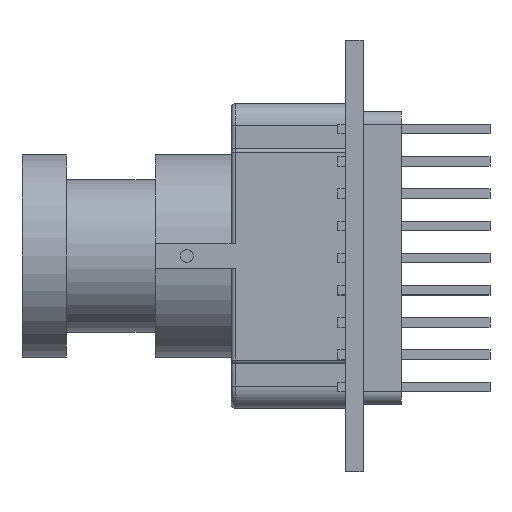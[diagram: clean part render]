
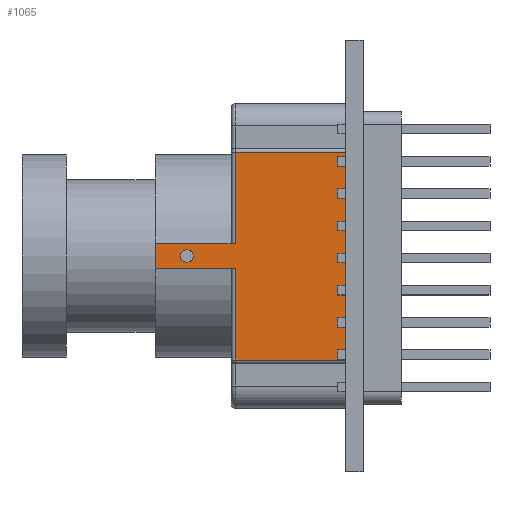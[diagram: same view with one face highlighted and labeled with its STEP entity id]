
A CAD part, left-side view. The second image highlights one B-rep face of the part: STEP entity #1065.
In plain terms, the highlighted planar face has unit normal (-1, 0, 0).
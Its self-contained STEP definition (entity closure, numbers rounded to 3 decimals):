
#34 = ORIENTED_EDGE ( 'NONE', *, *, #9307, .T. ) ;
#232 = EDGE_CURVE ( 'NONE', #6138, #6170, #8566, .T. ) ;
#399 = DIRECTION ( 'NONE',  ( 0., 0., 1. ) ) ;
#541 = EDGE_LOOP ( 'NONE', ( #3514, #2842, #34, #2621, #4647, #2857, #7416, #8985 ) ) ;
#565 = VERTEX_POINT ( 'NONE', #5067 ) ;
#791 = VECTOR ( 'NONE', #10467, 1000. ) ;
#969 = EDGE_CURVE ( 'NONE', #6564, #4347, #8071, .T. ) ;
#1017 = DIRECTION ( 'NONE',  ( -1., 0., 0. ) ) ;
#1065 = ADVANCED_FACE ( 'NONE', ( #4372, #6201 ), #8140, .F. ) ;
#1153 = CIRCLE ( 'NONE', #4321, 0.5 ) ;
#1497 = CARTESIAN_POINT ( 'NONE',  ( -6.233, 16.4, 9.5 ) ) ;
#1673 = DIRECTION ( 'NONE',  ( 0., 0., -1. ) ) ;
#1688 = AXIS2_PLACEMENT_3D ( 'NONE', #7009, #1856, #1673 ) ;
#1755 = LINE ( 'NONE', #5337, #5145 ) ;
#1856 = DIRECTION ( 'NONE',  ( 1., 0., 0. ) ) ;
#2052 = LINE ( 'NONE', #8599, #3739 ) ;
#2165 = CARTESIAN_POINT ( 'NONE',  ( -6.233, 16.4, 9.5 ) ) ;
#2204 = CARTESIAN_POINT ( 'NONE',  ( -6.233, 13.9, 8. ) ) ;
#2621 = ORIENTED_EDGE ( 'NONE', *, *, #7676, .T. ) ;
#2842 = ORIENTED_EDGE ( 'NONE', *, *, #9900, .T. ) ;
#2857 = ORIENTED_EDGE ( 'NONE', *, *, #10973, .T. ) ;
#2904 = VECTOR ( 'NONE', #7127, 1000. ) ;
#3047 = LINE ( 'NONE', #2165, #10317 ) ;
#3065 = VECTOR ( 'NONE', #3500, 1000. ) ;
#3500 = DIRECTION ( 'NONE',  ( 0., -1., 0. ) ) ;
#3514 = ORIENTED_EDGE ( 'NONE', *, *, #232, .T. ) ;
#3739 = VECTOR ( 'NONE', #7733, 1000. ) ;
#3944 = VECTOR ( 'NONE', #9825, 1000. ) ;
#4321 = AXIS2_PLACEMENT_3D ( 'NONE', #9651, #1017, #8911 ) ;
#4347 = VERTEX_POINT ( 'NONE', #6602 ) ;
#4372 = FACE_BOUND ( 'NONE', #9639, .T. ) ;
#4565 = CARTESIAN_POINT ( 'NONE',  ( -6.233, 13.9, 8.5 ) ) ;
#4647 = ORIENTED_EDGE ( 'NONE', *, *, #10170, .T. ) ;
#4908 = ORIENTED_EDGE ( 'NONE', *, *, #969, .F. ) ;
#5067 = CARTESIAN_POINT ( 'NONE',  ( -6.233, 10.1, 0.3 ) ) ;
#5145 = VECTOR ( 'NONE', #11354, 1000. ) ;
#5177 = CARTESIAN_POINT ( 'NONE',  ( -6.233, 10.1, 9.5 ) ) ;
#5210 = LINE ( 'NONE', #9473, #791 ) ;
#5274 = VERTEX_POINT ( 'NONE', #5177 ) ;
#5337 = CARTESIAN_POINT ( 'NONE',  ( -6.233, 10.1, 0. ) ) ;
#6028 = VERTEX_POINT ( 'NONE', #9082 ) ;
#6138 = VERTEX_POINT ( 'NONE', #10223 ) ;
#6170 = VERTEX_POINT ( 'NONE', #11241 ) ;
#6201 = FACE_OUTER_BOUND ( 'NONE', #541, .T. ) ;
#6264 = CARTESIAN_POINT ( 'NONE',  ( -6.233, 1.4, 16.7 ) ) ;
#6311 = CARTESIAN_POINT ( 'NONE',  ( -6.233, 10.4, 16.7 ) ) ;
#6339 = EDGE_CURVE ( 'NONE', #6715, #5274, #2052, .T. ) ;
#6564 = VERTEX_POINT ( 'NONE', #2204 ) ;
#6602 = CARTESIAN_POINT ( 'NONE',  ( -6.233, 13.9, 9. ) ) ;
#6715 = VERTEX_POINT ( 'NONE', #1497 ) ;
#6923 = CARTESIAN_POINT ( 'NONE',  ( -6.233, 16.4, 7.5 ) ) ;
#7008 = LINE ( 'NONE', #11508, #3065 ) ;
#7009 = CARTESIAN_POINT ( 'NONE',  ( -6.233, 10.4, 0. ) ) ;
#7022 = EDGE_CURVE ( 'NONE', #4347, #6564, #1153, .T. ) ;
#7127 = DIRECTION ( 'NONE',  ( 0., 1., 0. ) ) ;
#7191 = LINE ( 'NONE', #6311, #2904 ) ;
#7416 = ORIENTED_EDGE ( 'NONE', *, *, #6339, .F. ) ;
#7488 = AXIS2_PLACEMENT_3D ( 'NONE', #4565, #8156, #11096 ) ;
#7676 = EDGE_CURVE ( 'NONE', #11181, #10130, #8634, .T. ) ;
#7733 = DIRECTION ( 'NONE',  ( 0., -1., 0. ) ) ;
#8032 = CARTESIAN_POINT ( 'NONE',  ( -6.233, 1.4, 0. ) ) ;
#8071 = CIRCLE ( 'NONE', #7488, 0.5 ) ;
#8140 = PLANE ( 'NONE',  #1688 ) ;
#8156 = DIRECTION ( 'NONE',  ( -1., 0., 0. ) ) ;
#8566 = LINE ( 'NONE', #6923, #9726 ) ;
#8599 = CARTESIAN_POINT ( 'NONE',  ( -6.233, 16.4, 9.5 ) ) ;
#8634 = LINE ( 'NONE', #8032, #3944 ) ;
#8911 = DIRECTION ( 'NONE',  ( 0., 0., 1. ) ) ;
#8985 = ORIENTED_EDGE ( 'NONE', *, *, #11172, .F. ) ;
#9082 = CARTESIAN_POINT ( 'NONE',  ( -6.233, 10.1, 16.7 ) ) ;
#9307 = EDGE_CURVE ( 'NONE', #565, #11181, #7008, .T. ) ;
#9401 = ORIENTED_EDGE ( 'NONE', *, *, #7022, .F. ) ;
#9473 = CARTESIAN_POINT ( 'NONE',  ( -6.233, 10.1, 9.5 ) ) ;
#9639 = EDGE_LOOP ( 'NONE', ( #9401, #4908 ) ) ;
#9651 = CARTESIAN_POINT ( 'NONE',  ( -6.233, 13.9, 8.5 ) ) ;
#9726 = VECTOR ( 'NONE', #11190, 1000. ) ;
#9825 = DIRECTION ( 'NONE',  ( 0., 0., 1. ) ) ;
#9900 = EDGE_CURVE ( 'NONE', #6170, #565, #1755, .T. ) ;
#10130 = VERTEX_POINT ( 'NONE', #6264 ) ;
#10170 = EDGE_CURVE ( 'NONE', #10130, #6028, #7191, .T. ) ;
#10223 = CARTESIAN_POINT ( 'NONE',  ( -6.233, 16.4, 7.5 ) ) ;
#10317 = VECTOR ( 'NONE', #399, 1000. ) ;
#10467 = DIRECTION ( 'NONE',  ( 0., 0., -1. ) ) ;
#10973 = EDGE_CURVE ( 'NONE', #6028, #5274, #5210, .T. ) ;
#11096 = DIRECTION ( 'NONE',  ( 0., 0., 1. ) ) ;
#11097 = CARTESIAN_POINT ( 'NONE',  ( -6.233, 1.4, 0.3 ) ) ;
#11172 = EDGE_CURVE ( 'NONE', #6138, #6715, #3047, .T. ) ;
#11181 = VERTEX_POINT ( 'NONE', #11097 ) ;
#11190 = DIRECTION ( 'NONE',  ( 0., -1., 0. ) ) ;
#11241 = CARTESIAN_POINT ( 'NONE',  ( -6.233, 10.1, 7.5 ) ) ;
#11354 = DIRECTION ( 'NONE',  ( 0., 0., -1. ) ) ;
#11508 = CARTESIAN_POINT ( 'NONE',  ( -6.233, 10.4, 0.3 ) ) ;
